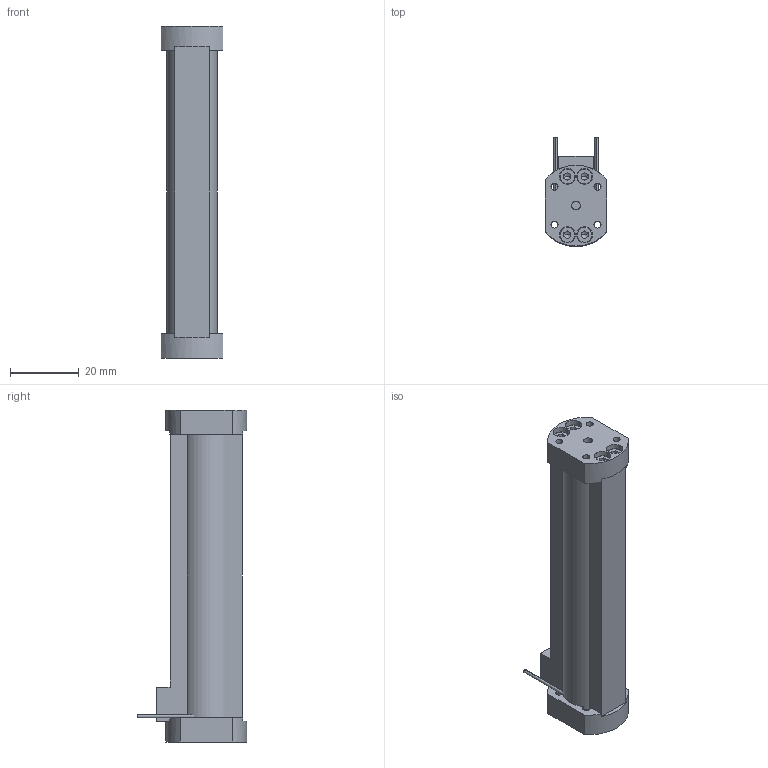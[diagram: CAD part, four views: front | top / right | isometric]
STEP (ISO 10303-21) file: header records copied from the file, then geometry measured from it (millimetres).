
FILE_DESCRIPTION (( 'STEP AP203' ), '1' );
FILE_NAME ('001567_PAss PPA80L 01 +0.000.step', '2010-09-28T16:38:17', ( 'Mecanique' ), ( 'Cedrat Technologies' ), 'SwSTEP 2.0', 'SolidWorks 2010', '' );
FILE_SCHEMA (( 'CONFIG_CONTROL_DESIGN' ));
Length unit declared in the file: millimetre
Products named in the file (1): 001567_PAss PPA80L 01 +0.000
Bounding box: 18 x 31.75 x 96.6 mm (x, y, z)
Volume: 25469.7 mm3; surface area: 9260.4 mm2
Topology: 3 solids, 11 shells, 352 faces, 851 edges, 516 vertices
Faces by surface type: plane 171, cylinder 133, torus 32, cone 16
Entity records: 10288 total; most frequent: DIRECTION 1945, CARTESIAN_POINT 1704, ORIENTED_EDGE 1670, EDGE_CURVE 835, AXIS2_PLACEMENT_3D 757, VERTEX_POINT 516, LINE 431, VECTOR 431
